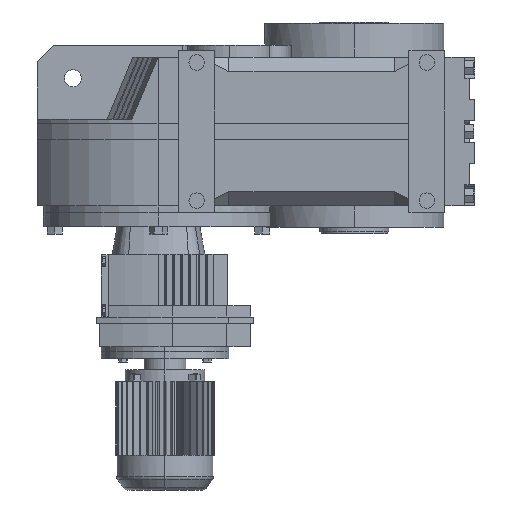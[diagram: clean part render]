
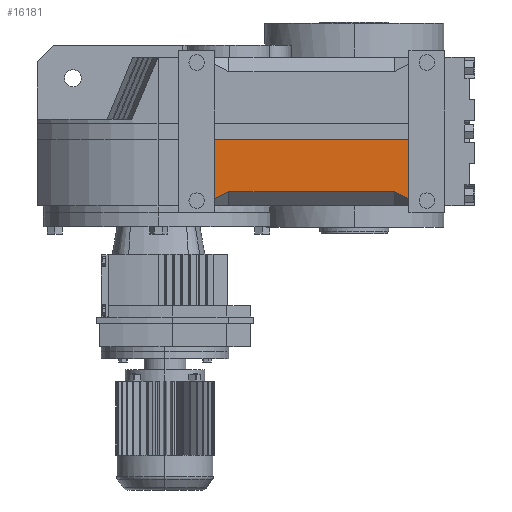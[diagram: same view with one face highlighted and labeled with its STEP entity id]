
A CAD part, left-side view. The second image highlights one B-rep face of the part: STEP entity #16181.
In plain terms, the highlighted planar face has unit normal (-1, 0, 0).
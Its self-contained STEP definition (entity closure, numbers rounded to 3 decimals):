
#3066 = PLANE('',#3067);
#3067 = AXIS2_PLACEMENT_3D('',#3068,#3069,#3070);
#3068 = CARTESIAN_POINT('',(-207.36,-109.6,0.75));
#3069 = DIRECTION('',(0.,-1.,0.));
#3070 = DIRECTION('',(1.,0.,0.));
#3178 = PLANE('',#3179);
#3179 = AXIS2_PLACEMENT_3D('',#3180,#3181,#3182);
#3180 = CARTESIAN_POINT('',(-207.36,-489.6,0.75));
#3181 = DIRECTION('',(0.,1.,0.));
#3182 = DIRECTION('',(0.,0.,1.));
#7661 = VERTEX_POINT('',#7662);
#7662 = CARTESIAN_POINT('',(-252.36,-109.6,26.978));
#7676 = PLANE('',#7677);
#7677 = AXIS2_PLACEMENT_3D('',#7678,#7679,#7680);
#7678 = CARTESIAN_POINT('',(-216.746,-109.6,-8.636));
#7679 = DIRECTION('',(0.664,0.342,0.664));
#7680 = DIRECTION('',(0.707,0.,-0.707));
#7688 = EDGE_CURVE('',#7689,#7661,#7691,.T.);
#7689 = VERTEX_POINT('',#7690);
#7690 = CARTESIAN_POINT('',(-252.36,-109.6,142.95));
#7691 = SURFACE_CURVE('',#7692,(#7696,#7703),.PCURVE_S1.);
#7692 = LINE('',#7693,#7694);
#7693 = CARTESIAN_POINT('',(-252.36,-109.6,304.11));
#7694 = VECTOR('',#7695,1.);
#7695 = DIRECTION('',(0.,0.,-1.));
#7696 = PCURVE('',#3066,#7697);
#7697 = DEFINITIONAL_REPRESENTATION('',(#7698),#7702);
#7698 = LINE('',#7699,#7700);
#7699 = CARTESIAN_POINT('',(-45.,303.36));
#7700 = VECTOR('',#7701,1.);
#7701 = DIRECTION('',(0.,-1.));
#7702 = ( GEOMETRIC_REPRESENTATION_CONTEXT(2) 
PARAMETRIC_REPRESENTATION_CONTEXT() REPRESENTATION_CONTEXT('2D SPACE',''
  ) );
#7703 = PCURVE('',#7704,#7709);
#7704 = PLANE('',#7705);
#7705 = AXIS2_PLACEMENT_3D('',#7706,#7707,#7708);
#7706 = CARTESIAN_POINT('',(-252.36,-618.6,304.11));
#7707 = DIRECTION('',(1.,0.,0.));
#7708 = DIRECTION('',(0.,1.,0.));
#7709 = DEFINITIONAL_REPRESENTATION('',(#7710),#7714);
#7710 = LINE('',#7711,#7712);
#7711 = CARTESIAN_POINT('',(509.,0.));
#7712 = VECTOR('',#7713,1.);
#7713 = DIRECTION('',(0.,-1.));
#7714 = ( GEOMETRIC_REPRESENTATION_CONTEXT(2) 
PARAMETRIC_REPRESENTATION_CONTEXT() REPRESENTATION_CONTEXT('2D SPACE',''
  ) );
#7732 = PLANE('',#7733);
#7733 = AXIS2_PLACEMENT_3D('',#7734,#7735,#7736);
#7734 = CARTESIAN_POINT('',(24.115,1.,142.95));
#7735 = DIRECTION('',(0.,0.,-1.));
#7736 = DIRECTION('',(-1.,0.,0.));
#12760 = VERTEX_POINT('',#12761);
#12761 = CARTESIAN_POINT('',(-252.36,-489.6,142.95));
#12782 = EDGE_CURVE('',#12783,#12760,#12785,.T.);
#12783 = VERTEX_POINT('',#12784);
#12784 = CARTESIAN_POINT('',(-252.36,-489.6,26.978));
#12785 = SURFACE_CURVE('',#12786,(#12790,#12797),.PCURVE_S1.);
#12786 = LINE('',#12787,#12788);
#12787 = CARTESIAN_POINT('',(-252.36,-489.6,304.11));
#12788 = VECTOR('',#12789,1.);
#12789 = DIRECTION('',(0.,0.,1.));
#12790 = PCURVE('',#3178,#12791);
#12791 = DEFINITIONAL_REPRESENTATION('',(#12792),#12796);
#12792 = LINE('',#12793,#12794);
#12793 = CARTESIAN_POINT('',(303.36,-45.));
#12794 = VECTOR('',#12795,1.);
#12795 = DIRECTION('',(1.,0.));
#12796 = ( GEOMETRIC_REPRESENTATION_CONTEXT(2) 
PARAMETRIC_REPRESENTATION_CONTEXT() REPRESENTATION_CONTEXT('2D SPACE',''
  ) );
#12797 = PCURVE('',#7704,#12798);
#12798 = DEFINITIONAL_REPRESENTATION('',(#12799),#12803);
#12799 = LINE('',#12800,#12801);
#12800 = CARTESIAN_POINT('',(129.,0.));
#12801 = VECTOR('',#12802,1.);
#12802 = DIRECTION('',(0.,1.));
#12803 = ( GEOMETRIC_REPRESENTATION_CONTEXT(2) 
PARAMETRIC_REPRESENTATION_CONTEXT() REPRESENTATION_CONTEXT('2D SPACE',''
  ) );
#12821 = PLANE('',#12822);
#12822 = AXIS2_PLACEMENT_3D('',#12823,#12824,#12825);
#12823 = CARTESIAN_POINT('',(-216.746,-489.6,-8.636));
#12824 = DIRECTION('',(0.664,-0.342,0.664));
#12825 = DIRECTION('',(0.707,0.,-0.707));
#15349 = PLANE('',#15350);
#15350 = AXIS2_PLACEMENT_3D('',#15351,#15352,#15353);
#15351 = CARTESIAN_POINT('',(-252.36,-618.6,41.39));
#15352 = DIRECTION('',(0.707,0.,
    0.707));
#15353 = DIRECTION('',(0.707,0.,-0.707));
#16030 = EDGE_CURVE('',#12760,#7689,#16031,.T.);
#16031 = SURFACE_CURVE('',#16032,(#16036,#16043),.PCURVE_S1.);
#16032 = LINE('',#16033,#16034);
#16033 = CARTESIAN_POINT('',(-252.36,-618.6,142.95));
#16034 = VECTOR('',#16035,1.);
#16035 = DIRECTION('',(0.,1.,0.));
#16036 = PCURVE('',#7732,#16037);
#16037 = DEFINITIONAL_REPRESENTATION('',(#16038),#16042);
#16038 = LINE('',#16039,#16040);
#16039 = CARTESIAN_POINT('',(276.475,-619.6));
#16040 = VECTOR('',#16041,1.);
#16041 = DIRECTION('',(0.,1.));
#16042 = ( GEOMETRIC_REPRESENTATION_CONTEXT(2) 
PARAMETRIC_REPRESENTATION_CONTEXT() REPRESENTATION_CONTEXT('2D SPACE',''
  ) );
#16043 = PCURVE('',#7704,#16044);
#16044 = DEFINITIONAL_REPRESENTATION('',(#16045),#16049);
#16045 = LINE('',#16046,#16047);
#16046 = CARTESIAN_POINT('',(0.,-161.16));
#16047 = VECTOR('',#16048,1.);
#16048 = DIRECTION('',(1.,0.));
#16049 = ( GEOMETRIC_REPRESENTATION_CONTEXT(2) 
PARAMETRIC_REPRESENTATION_CONTEXT() REPRESENTATION_CONTEXT('2D SPACE',''
  ) );
#16078 = VERTEX_POINT('',#16079);
#16079 = CARTESIAN_POINT('',(-252.36,-137.6,41.39));
#16100 = EDGE_CURVE('',#7661,#16078,#16101,.T.);
#16101 = SURFACE_CURVE('',#16102,(#16106,#16113),.PCURVE_S1.);
#16102 = LINE('',#16103,#16104);
#16103 = CARTESIAN_POINT('',(-252.36,-624.758,292.146));
#16104 = VECTOR('',#16105,1.);
#16105 = DIRECTION('',(0.,-0.889,
    0.458));
#16106 = PCURVE('',#7676,#16107);
#16107 = DEFINITIONAL_REPRESENTATION('',(#16108),#16112);
#16108 = LINE('',#16109,#16110);
#16109 = CARTESIAN_POINT('',(-237.868,-548.22));
#16110 = VECTOR('',#16111,1.);
#16111 = DIRECTION('',(-0.324,-0.946));
#16112 = ( GEOMETRIC_REPRESENTATION_CONTEXT(2) 
PARAMETRIC_REPRESENTATION_CONTEXT() REPRESENTATION_CONTEXT('2D SPACE',''
  ) );
#16113 = PCURVE('',#7704,#16114);
#16114 = DEFINITIONAL_REPRESENTATION('',(#16115),#16119);
#16115 = LINE('',#16116,#16117);
#16116 = CARTESIAN_POINT('',(-6.158,-11.964));
#16117 = VECTOR('',#16118,1.);
#16118 = DIRECTION('',(-0.889,0.458));
#16119 = ( GEOMETRIC_REPRESENTATION_CONTEXT(2) 
PARAMETRIC_REPRESENTATION_CONTEXT() REPRESENTATION_CONTEXT('2D SPACE',''
  ) );
#16181 = ADVANCED_FACE('',(#16182),#7704,.F.);
#16182 = FACE_BOUND('',#16183,.T.);
#16183 = EDGE_LOOP('',(#16184,#16185,#16186,#16209,#16230,#16231));
#16184 = ORIENTED_EDGE('',*,*,#7688,.T.);
#16185 = ORIENTED_EDGE('',*,*,#16100,.T.);
#16186 = ORIENTED_EDGE('',*,*,#16187,.T.);
#16187 = EDGE_CURVE('',#16078,#16188,#16190,.T.);
#16188 = VERTEX_POINT('',#16189);
#16189 = CARTESIAN_POINT('',(-252.36,-461.6,41.39));
#16190 = SURFACE_CURVE('',#16191,(#16195,#16202),.PCURVE_S1.);
#16191 = LINE('',#16192,#16193);
#16192 = CARTESIAN_POINT('',(-252.36,-618.6,41.39));
#16193 = VECTOR('',#16194,1.);
#16194 = DIRECTION('',(0.,-1.,0.));
#16195 = PCURVE('',#7704,#16196);
#16196 = DEFINITIONAL_REPRESENTATION('',(#16197),#16201);
#16197 = LINE('',#16198,#16199);
#16198 = CARTESIAN_POINT('',(0.,-262.72));
#16199 = VECTOR('',#16200,1.);
#16200 = DIRECTION('',(-1.,0.));
#16201 = ( GEOMETRIC_REPRESENTATION_CONTEXT(2) 
PARAMETRIC_REPRESENTATION_CONTEXT() REPRESENTATION_CONTEXT('2D SPACE',''
  ) );
#16202 = PCURVE('',#15349,#16203);
#16203 = DEFINITIONAL_REPRESENTATION('',(#16204),#16208);
#16204 = LINE('',#16205,#16206);
#16205 = CARTESIAN_POINT('',(0.,0.));
#16206 = VECTOR('',#16207,1.);
#16207 = DIRECTION('',(0.,-1.));
#16208 = ( GEOMETRIC_REPRESENTATION_CONTEXT(2) 
PARAMETRIC_REPRESENTATION_CONTEXT() REPRESENTATION_CONTEXT('2D SPACE',''
  ) );
#16209 = ORIENTED_EDGE('',*,*,#16210,.T.);
#16210 = EDGE_CURVE('',#16188,#12783,#16211,.T.);
#16211 = SURFACE_CURVE('',#16212,(#16216,#16223),.PCURVE_S1.);
#16212 = LINE('',#16213,#16214);
#16213 = CARTESIAN_POINT('',(-252.36,-478.81,32.531));
#16214 = VECTOR('',#16215,1.);
#16215 = DIRECTION('',(0.,-0.889,
    -0.458));
#16216 = PCURVE('',#7704,#16217);
#16217 = DEFINITIONAL_REPRESENTATION('',(#16218),#16222);
#16218 = LINE('',#16219,#16220);
#16219 = CARTESIAN_POINT('',(139.79,-271.579));
#16220 = VECTOR('',#16221,1.);
#16221 = DIRECTION('',(-0.889,-0.458));
#16222 = ( GEOMETRIC_REPRESENTATION_CONTEXT(2) 
PARAMETRIC_REPRESENTATION_CONTEXT() REPRESENTATION_CONTEXT('2D SPACE',''
  ) );
#16223 = PCURVE('',#12821,#16224);
#16224 = DEFINITIONAL_REPRESENTATION('',(#16225),#16229);
#16225 = LINE('',#16226,#16227);
#16226 = CARTESIAN_POINT('',(-54.293,11.483));
#16227 = VECTOR('',#16228,1.);
#16228 = DIRECTION('',(0.324,-0.946));
#16229 = ( GEOMETRIC_REPRESENTATION_CONTEXT(2) 
PARAMETRIC_REPRESENTATION_CONTEXT() REPRESENTATION_CONTEXT('2D SPACE',''
  ) );
#16230 = ORIENTED_EDGE('',*,*,#12782,.T.);
#16231 = ORIENTED_EDGE('',*,*,#16030,.T.);
